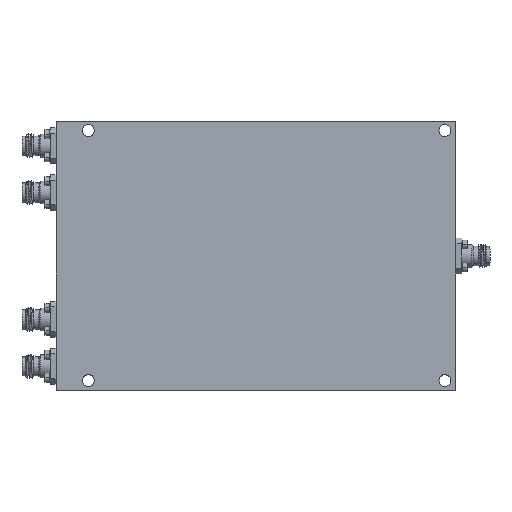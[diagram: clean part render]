
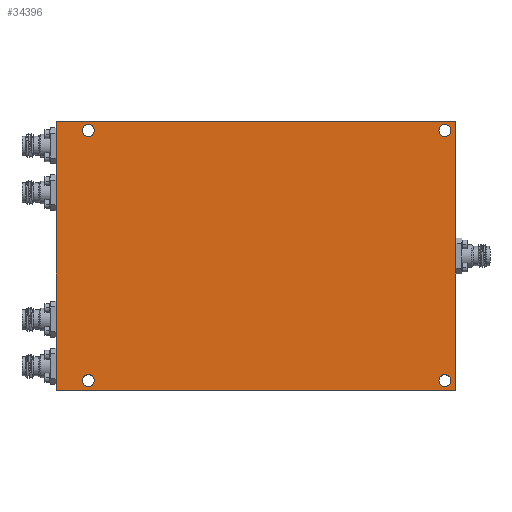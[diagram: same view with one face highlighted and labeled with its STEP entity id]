
A CAD part, top view. The second image highlights one B-rep face of the part: STEP entity #34396.
In plain terms, the highlighted planar face has unit normal (0, 0, 1).
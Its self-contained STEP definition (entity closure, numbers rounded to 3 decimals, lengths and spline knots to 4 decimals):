
#983 = DIRECTION ( 'NONE',  ( 0., 1., 0. ) ) ;
#1446 = EDGE_LOOP ( 'NONE', ( #31279, #13076 ) ) ;
#1949 = CARTESIAN_POINT ( 'NONE',  ( 0., 0., 0.39 ) ) ;
#2275 = ORIENTED_EDGE ( 'NONE', *, *, #72051, .F. ) ;
#2632 = VERTEX_POINT ( 'NONE', #8804 ) ;
#2990 = CARTESIAN_POINT ( 'NONE',  ( 0., 0., 0.39 ) ) ;
#3026 = DIRECTION ( 'NONE',  ( 0., 0., 1. ) ) ;
#4650 = CIRCLE ( 'NONE', #17738, 0.065 ) ;
#4687 = EDGE_LOOP ( 'NONE', ( #63659, #69749 ) ) ;
#4989 = DIRECTION ( 'NONE',  ( 0., 0., 1. ) ) ;
#5070 = VERTEX_POINT ( 'NONE', #51073 ) ;
#5213 = VERTEX_POINT ( 'NONE', #60110 ) ;
#5546 = VERTEX_POINT ( 'NONE', #2990 ) ;
#5593 = EDGE_LOOP ( 'NONE', ( #72430, #25728 ) ) ;
#5993 = DIRECTION ( 'NONE',  ( 1., 0., 0. ) ) ;
#6010 = ORIENTED_EDGE ( 'NONE', *, *, #68812, .F. ) ;
#6837 = CIRCLE ( 'NONE', #58226, 0.065 ) ;
#7083 = VECTOR ( 'NONE', #24713, 39.3701 ) ;
#7576 = VERTEX_POINT ( 'NONE', #47265 ) ;
#8408 = DIRECTION ( 'NONE',  ( 1., 0., 0. ) ) ;
#8804 = CARTESIAN_POINT ( 'NONE',  ( 0.285, 0.105, 0.39 ) ) ;
#9415 = VERTEX_POINT ( 'NONE', #39580 ) ;
#11007 = DIRECTION ( 'NONE',  ( -1., 0., 0. ) ) ;
#11931 = DIRECTION ( 'NONE',  ( 1., 0., 0. ) ) ;
#11998 = FACE_OUTER_BOUND ( 'NONE', #25964, .T. ) ;
#13076 = ORIENTED_EDGE ( 'NONE', *, *, #57337, .F. ) ;
#13657 = LINE ( 'NONE', #37762, #16312 ) ;
#14083 = EDGE_CURVE ( 'NONE', #38220, #67141, #13657, .T. ) ;
#14283 = CIRCLE ( 'NONE', #42724, 0.065 ) ;
#15285 = VERTEX_POINT ( 'NONE', #36062 ) ;
#15949 = EDGE_CURVE ( 'NONE', #5546, #38220, #18904, .T. ) ;
#16312 = VECTOR ( 'NONE', #55476, 39.3701 ) ;
#17075 = ORIENTED_EDGE ( 'NONE', *, *, #24811, .F. ) ;
#17738 = AXIS2_PLACEMENT_3D ( 'NONE', #46681, #52260, #11931 ) ;
#18904 = LINE ( 'NONE', #1949, #28894 ) ;
#19221 = EDGE_CURVE ( 'NONE', #5213, #5070, #6837, .T. ) ;
#20737 = VERTEX_POINT ( 'NONE', #48640 ) ;
#21981 = FACE_BOUND ( 'NONE', #5593, .T. ) ;
#23168 = ORIENTED_EDGE ( 'NONE', *, *, #14083, .T. ) ;
#23258 = CIRCLE ( 'NONE', #34624, 0.065 ) ;
#24713 = DIRECTION ( 'NONE',  ( 1., 0., 0. ) ) ;
#24811 = EDGE_CURVE ( 'NONE', #5546, #68483, #53944, .T. ) ;
#25074 = CARTESIAN_POINT ( 'NONE',  ( 0., 2.92, 0.39 ) ) ;
#25728 = ORIENTED_EDGE ( 'NONE', *, *, #41782, .F. ) ;
#25964 = EDGE_LOOP ( 'NONE', ( #17075, #53492, #23168, #37598 ) ) ;
#26211 = AXIS2_PLACEMENT_3D ( 'NONE', #53514, #30449, #53257 ) ;
#27424 = DIRECTION ( 'NONE',  ( 1., 0., 0. ) ) ;
#27679 = CARTESIAN_POINT ( 'NONE',  ( 0.35, 0.105, 0.39 ) ) ;
#28894 = VECTOR ( 'NONE', #31939, 39.3701 ) ;
#29668 = PLANE ( 'NONE',  #45829 ) ;
#29940 = EDGE_CURVE ( 'NONE', #68483, #67141, #52476, .T. ) ;
#30154 = CARTESIAN_POINT ( 'NONE',  ( 0.35, 2.825, 0.39 ) ) ;
#30449 = DIRECTION ( 'NONE',  ( 0., 0., 1. ) ) ;
#31007 = CARTESIAN_POINT ( 'NONE',  ( 0., 0., 0.39 ) ) ;
#31190 = DIRECTION ( 'NONE',  ( 0., 0., -1. ) ) ;
#31198 = DIRECTION ( 'NONE',  ( 0., 0., 1. ) ) ;
#31279 = ORIENTED_EDGE ( 'NONE', *, *, #19221, .F. ) ;
#31429 = CIRCLE ( 'NONE', #45717, 0.065 ) ;
#31939 = DIRECTION ( 'NONE',  ( 1., 0., 0. ) ) ;
#33031 = VECTOR ( 'NONE', #983, 39.3701 ) ;
#34396 = ADVANCED_FACE ( 'NONE', ( #71876, #37400, #60035, #21981, #11998 ), #29668, .F. ) ;
#34624 = AXIS2_PLACEMENT_3D ( 'NONE', #61192, #3026, #8408 ) ;
#34956 = CARTESIAN_POINT ( 'NONE',  ( 0.35, 2.825, 0.39 ) ) ;
#35206 = VERTEX_POINT ( 'NONE', #54530 ) ;
#36062 = CARTESIAN_POINT ( 'NONE',  ( 4.165, 2.825, 0.39 ) ) ;
#37150 = CIRCLE ( 'NONE', #26211, 0.065 ) ;
#37400 = FACE_BOUND ( 'NONE', #1446, .T. ) ;
#37598 = ORIENTED_EDGE ( 'NONE', *, *, #29940, .F. ) ;
#37762 = CARTESIAN_POINT ( 'NONE',  ( 4.35, 0., 0.39 ) ) ;
#38220 = VERTEX_POINT ( 'NONE', #48400 ) ;
#39580 = CARTESIAN_POINT ( 'NONE',  ( 4.295, 0.105, 0.39 ) ) ;
#41782 = EDGE_CURVE ( 'NONE', #7576, #9415, #23258, .T. ) ;
#42724 = AXIS2_PLACEMENT_3D ( 'NONE', #27679, #61921, #27424 ) ;
#45270 = AXIS2_PLACEMENT_3D ( 'NONE', #30154, #47366, #5993 ) ;
#45717 = AXIS2_PLACEMENT_3D ( 'NONE', #57043, #4989, #62931 ) ;
#45829 = AXIS2_PLACEMENT_3D ( 'NONE', #46394, #31190, #11007 ) ;
#46294 = CARTESIAN_POINT ( 'NONE',  ( 4.35, 2.92, 0.39 ) ) ;
#46394 = CARTESIAN_POINT ( 'NONE',  ( 0., 0., 0.39 ) ) ;
#46601 = DIRECTION ( 'NONE',  ( 0., 0., 1. ) ) ;
#46681 = CARTESIAN_POINT ( 'NONE',  ( 4.23, 2.825, 0.39 ) ) ;
#47133 = EDGE_CURVE ( 'NONE', #2632, #35206, #14283, .T. ) ;
#47265 = CARTESIAN_POINT ( 'NONE',  ( 4.165, 0.105, 0.39 ) ) ;
#47366 = DIRECTION ( 'NONE',  ( 0., 0., 1. ) ) ;
#47569 = EDGE_CURVE ( 'NONE', #9415, #7576, #60505, .T. ) ;
#48400 = CARTESIAN_POINT ( 'NONE',  ( 4.35, 0., 0.39 ) ) ;
#48427 = CARTESIAN_POINT ( 'NONE',  ( 4.23, 0.105, 0.39 ) ) ;
#48640 = CARTESIAN_POINT ( 'NONE',  ( 4.295, 2.825, 0.39 ) ) ;
#48677 = EDGE_CURVE ( 'NONE', #35206, #2632, #31429, .T. ) ;
#49036 = AXIS2_PLACEMENT_3D ( 'NONE', #48427, #31198, #71738 ) ;
#51073 = CARTESIAN_POINT ( 'NONE',  ( 0.285, 2.825, 0.39 ) ) ;
#52260 = DIRECTION ( 'NONE',  ( 0., 0., 1. ) ) ;
#52476 = LINE ( 'NONE', #59935, #7083 ) ;
#53257 = DIRECTION ( 'NONE',  ( 1., 0., 0. ) ) ;
#53460 = DIRECTION ( 'NONE',  ( 1., 0., 0. ) ) ;
#53492 = ORIENTED_EDGE ( 'NONE', *, *, #15949, .T. ) ;
#53514 = CARTESIAN_POINT ( 'NONE',  ( 4.23, 2.825, 0.39 ) ) ;
#53944 = LINE ( 'NONE', #31007, #33031 ) ;
#54530 = CARTESIAN_POINT ( 'NONE',  ( 0.415, 0.105, 0.39 ) ) ;
#55476 = DIRECTION ( 'NONE',  ( 0., 1., 0. ) ) ;
#55921 = EDGE_LOOP ( 'NONE', ( #6010, #2275 ) ) ;
#57043 = CARTESIAN_POINT ( 'NONE',  ( 0.35, 0.105, 0.39 ) ) ;
#57337 = EDGE_CURVE ( 'NONE', #5070, #5213, #58033, .T. ) ;
#58033 = CIRCLE ( 'NONE', #45270, 0.065 ) ;
#58226 = AXIS2_PLACEMENT_3D ( 'NONE', #34956, #46601, #53460 ) ;
#59935 = CARTESIAN_POINT ( 'NONE',  ( 0., 2.92, 0.39 ) ) ;
#60035 = FACE_BOUND ( 'NONE', #4687, .T. ) ;
#60110 = CARTESIAN_POINT ( 'NONE',  ( 0.415, 2.825, 0.39 ) ) ;
#60505 = CIRCLE ( 'NONE', #49036, 0.065 ) ;
#61192 = CARTESIAN_POINT ( 'NONE',  ( 4.23, 0.105, 0.39 ) ) ;
#61921 = DIRECTION ( 'NONE',  ( 0., 0., 1. ) ) ;
#62931 = DIRECTION ( 'NONE',  ( 1., 0., 0. ) ) ;
#63659 = ORIENTED_EDGE ( 'NONE', *, *, #48677, .F. ) ;
#67141 = VERTEX_POINT ( 'NONE', #46294 ) ;
#68483 = VERTEX_POINT ( 'NONE', #25074 ) ;
#68812 = EDGE_CURVE ( 'NONE', #20737, #15285, #4650, .T. ) ;
#69749 = ORIENTED_EDGE ( 'NONE', *, *, #47133, .F. ) ;
#71738 = DIRECTION ( 'NONE',  ( 1., 0., 0. ) ) ;
#71876 = FACE_BOUND ( 'NONE', #55921, .T. ) ;
#72051 = EDGE_CURVE ( 'NONE', #15285, #20737, #37150, .T. ) ;
#72430 = ORIENTED_EDGE ( 'NONE', *, *, #47569, .F. ) ;
